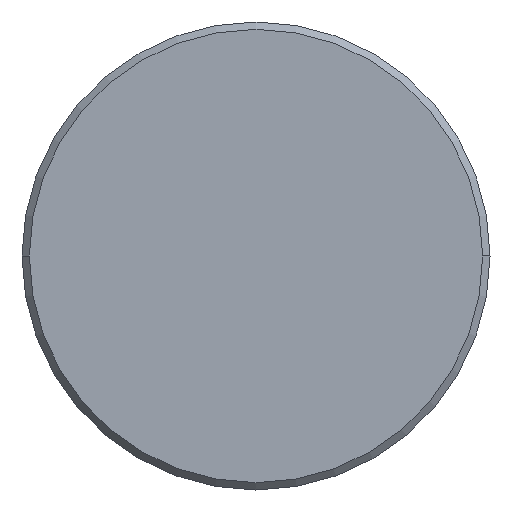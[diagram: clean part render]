
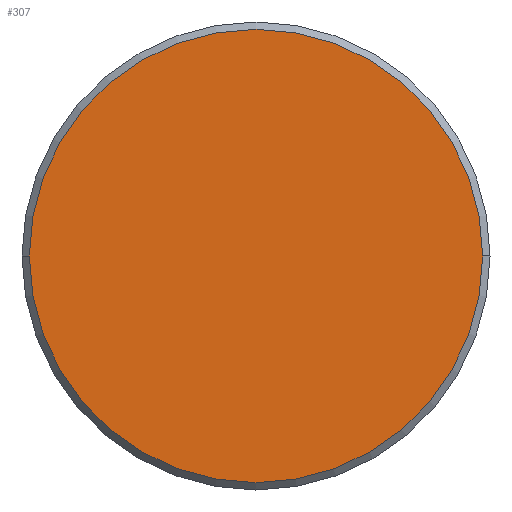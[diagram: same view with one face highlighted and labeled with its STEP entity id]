
A CAD part, left-side view. The second image highlights one B-rep face of the part: STEP entity #307.
In plain terms, the highlighted planar face has unit normal (-1, 0, 0).
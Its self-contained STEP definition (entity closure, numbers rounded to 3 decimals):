
#33 = EDGE_CURVE ( 'NONE', #203, #221, #115, .T. ) ;
#63 = DIRECTION ( 'NONE',  ( 0., 1., 0. ) ) ;
#85 = DIRECTION ( 'NONE',  ( 0., -1., 0. ) ) ;
#98 = DIRECTION ( 'NONE',  ( 0., 1., 0. ) ) ;
#106 = CARTESIAN_POINT ( 'NONE',  ( -56.15, 0., 0. ) ) ;
#111 = PLANE ( 'NONE',  #176 ) ;
#115 = CIRCLE ( 'NONE', #151, 9.225 ) ;
#123 = CARTESIAN_POINT ( 'NONE',  ( -56.15, 0., 0. ) ) ;
#130 = DIRECTION ( 'NONE',  ( 1., 0., 0. ) ) ;
#144 = ORIENTED_EDGE ( 'NONE', *, *, #248, .F. ) ;
#151 = AXIS2_PLACEMENT_3D ( 'NONE', #311, #238, #98 ) ;
#153 = EDGE_LOOP ( 'NONE', ( #144, #183 ) ) ;
#176 = AXIS2_PLACEMENT_3D ( 'NONE', #106, #226, #85 ) ;
#183 = ORIENTED_EDGE ( 'NONE', *, *, #33, .F. ) ;
#203 = VERTEX_POINT ( 'NONE', #294 ) ;
#221 = VERTEX_POINT ( 'NONE', #293 ) ;
#226 = DIRECTION ( 'NONE',  ( -1., 0., 0. ) ) ;
#238 = DIRECTION ( 'NONE',  ( 1., 0., 0. ) ) ;
#248 = EDGE_CURVE ( 'NONE', #221, #203, #266, .T. ) ;
#256 = FACE_OUTER_BOUND ( 'NONE', #153, .T. ) ;
#266 = CIRCLE ( 'NONE', #295, 9.225 ) ;
#293 = CARTESIAN_POINT ( 'NONE',  ( -56.15, 9.225, 0. ) ) ;
#294 = CARTESIAN_POINT ( 'NONE',  ( -56.15, -9.225, 0. ) ) ;
#295 = AXIS2_PLACEMENT_3D ( 'NONE', #123, #130, #63 ) ;
#307 = ADVANCED_FACE ( 'NONE', ( #256 ), #111, .T. ) ;
#311 = CARTESIAN_POINT ( 'NONE',  ( -56.15, 0., 0. ) ) ;
